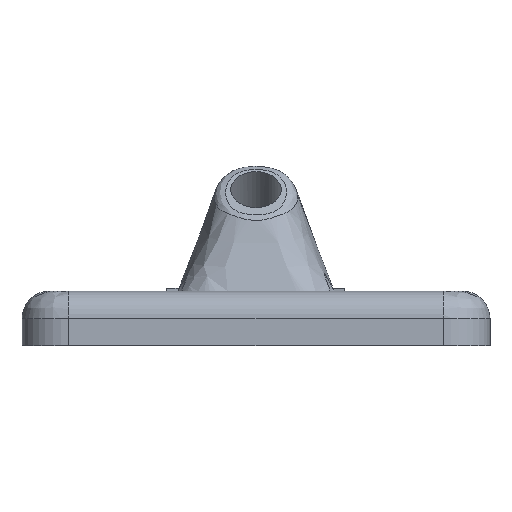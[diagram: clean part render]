
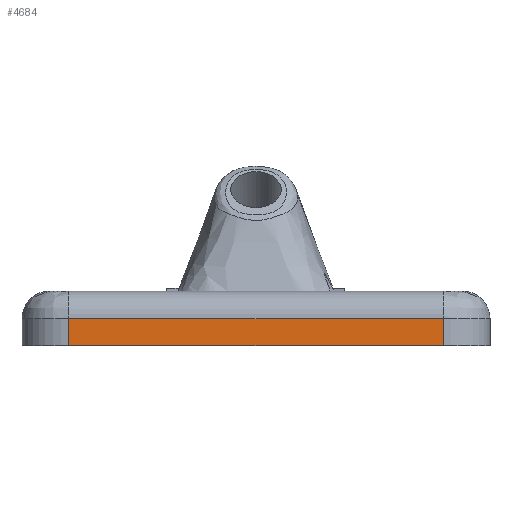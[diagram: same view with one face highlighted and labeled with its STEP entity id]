
A CAD part, front view. The second image highlights one B-rep face of the part: STEP entity #4684.
In plain terms, the highlighted planar face has unit normal (0, -1, 0).
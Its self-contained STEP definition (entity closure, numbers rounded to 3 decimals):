
#714=FACE_OUTER_BOUND('',#1002,.T.);
#1002=EDGE_LOOP('',(#4287,#4288,#4289,#4290));
#1401=LINE('',#9243,#1806);
#1403=LINE('',#9265,#1808);
#1406=LINE('',#9309,#1811);
#1408=LINE('',#9312,#1813);
#1806=VECTOR('',#5765,10.);
#1808=VECTOR('',#5781,10.);
#1811=VECTOR('',#5804,10.);
#1813=VECTOR('',#5808,10.);
#2251=VERTEX_POINT('',#9229);
#2257=VERTEX_POINT('',#9241);
#2260=VERTEX_POINT('',#9259);
#2261=VERTEX_POINT('',#9263);
#2924=EDGE_CURVE('',#2251,#2257,#1401,.T.);
#2931=EDGE_CURVE('',#2260,#2261,#1403,.T.);
#2941=EDGE_CURVE('',#2257,#2261,#1406,.T.);
#2943=EDGE_CURVE('',#2251,#2260,#1408,.T.);
#4287=ORIENTED_EDGE('',*,*,#2931,.F.);
#4288=ORIENTED_EDGE('',*,*,#2943,.F.);
#4289=ORIENTED_EDGE('',*,*,#2924,.T.);
#4290=ORIENTED_EDGE('',*,*,#2941,.T.);
#4429=PLANE('',#4936);
#4684=ADVANCED_FACE('',(#714),#4429,.T.);
#4936=AXIS2_PLACEMENT_3D('',#9311,#5806,#5807);
#5765=DIRECTION('',(1.,0.,0.));
#5781=DIRECTION('',(1.,0.,0.));
#5804=DIRECTION('',(0.,0.,1.));
#5806=DIRECTION('center_axis',(0.,-1.,0.));
#5807=DIRECTION('ref_axis',(1.,0.,0.));
#5808=DIRECTION('',(0.,0.,1.));
#9229=CARTESIAN_POINT('',(-24.,-30.,0.));
#9241=CARTESIAN_POINT('',(24.,-30.,0.));
#9243=CARTESIAN_POINT('',(-24.,-30.,0.));
#9259=CARTESIAN_POINT('',(-24.,-30.,3.5));
#9263=CARTESIAN_POINT('',(24.,-30.,3.5));
#9265=CARTESIAN_POINT('',(-12.,-30.,3.5));
#9309=CARTESIAN_POINT('',(24.,-30.,0.));
#9311=CARTESIAN_POINT('Origin',(-24.,-30.,0.));
#9312=CARTESIAN_POINT('',(-24.,-30.,0.));
